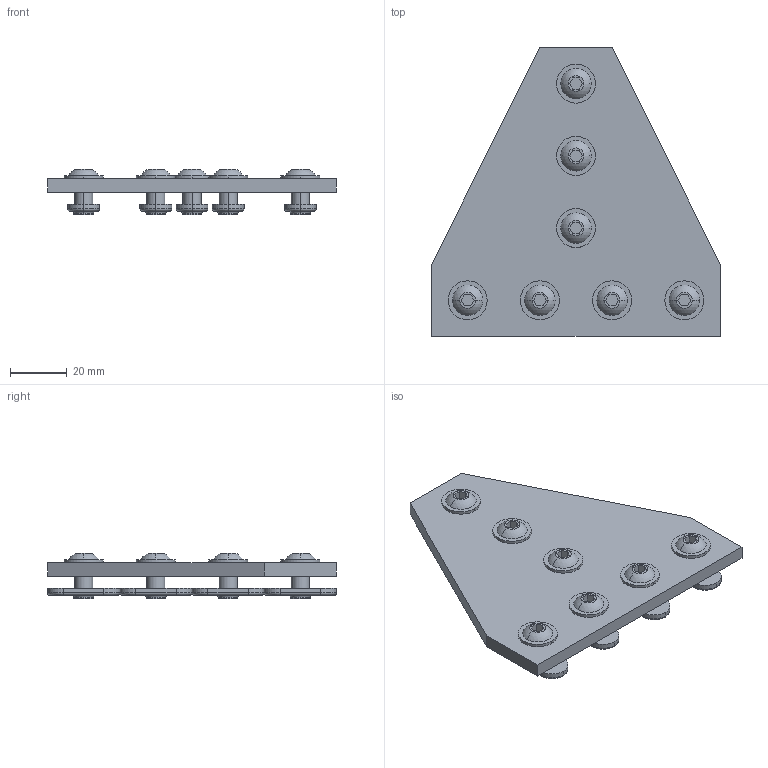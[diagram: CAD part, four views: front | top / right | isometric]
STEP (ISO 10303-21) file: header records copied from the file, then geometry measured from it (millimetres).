
FILE_DESCRIPTION (( 'STEP AP203' ), '1' );
FILE_NAME ('653049.SLDASM.step', '2003-10-13T11:21:22', ( 'Jerry Winters' ), ( 'GoEngineer' ), 'SwSTEP 2.0', 'SolidWorks 2003174', '' );
FILE_SCHEMA (( 'CONFIG_CONTROL_DESIGN' ));
Length unit declared in the file: inch
Products named in the file (5): 653049.SLDASM; Joining Plate (Tee)_653049; 651130; 651163; FBHSCS_651136
Assembly tree (10 placements, depth 3):
  653049.SLDASM
    651130  x7
      651163
      FBHSCS_651136
    Joining Plate (Tee)_653049
Bounding box: 101.6 x 101.6 x 16 mm (x, y, z)
Volume: 42609.9 mm3; surface area: 26077.6 mm2
Topology: 15 solids, 15 shells, 274 faces, 599 edges, 383 vertices
Faces by surface type: plane 120, cylinder 105, torus 35, sphere 14
Entity records: 2454 total; most frequent: DIRECTION 349, CARTESIAN_POINT 298, ORIENTED_EDGE 274, AXIS2_PLACEMENT_3D 140, EDGE_CURVE 137, VERTEX_POINT 89, EDGE_LOOP 78, LINE 69
